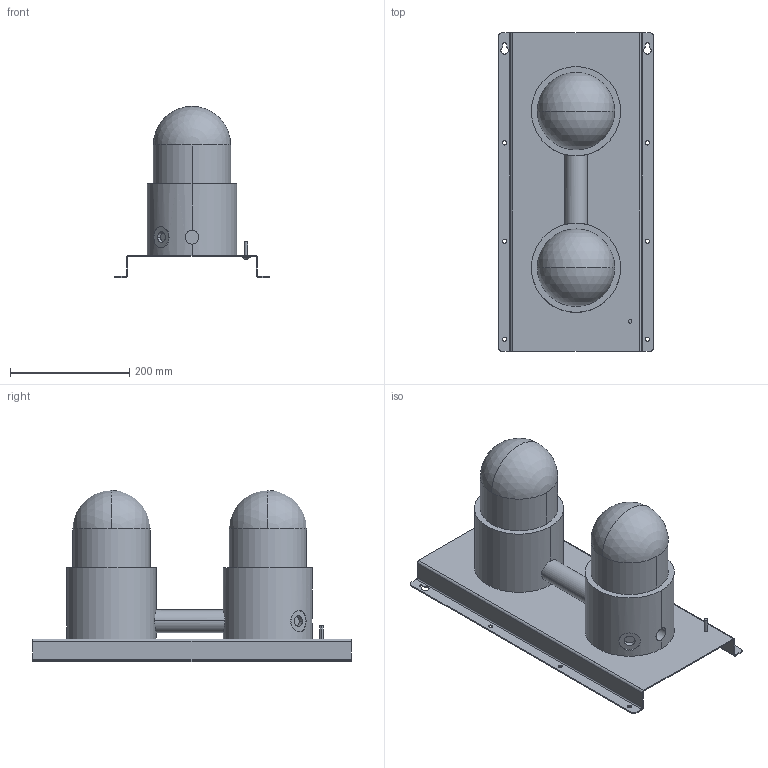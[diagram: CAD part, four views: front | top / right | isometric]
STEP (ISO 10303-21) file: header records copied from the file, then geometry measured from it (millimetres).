
FILE_DESCRIPTION (( 'STEP AP203' ), '1' );
FILE_NAME ('D226-05-120_Issue_1.STEP', '2019-08-16T09:26:16', ( '' ), ( '' ), 'SwSTEP 2.0', 'SolidWorks 2019', '' );
FILE_SCHEMA (( 'CONFIG_CONTROL_DESIGN' ));
Length unit declared in the file: millimetre
Products named in the file (1): D226-05-120_Issue_1
Bounding box: 260 x 535 x 288 mm (x, y, z)
Volume: 7584672.3 mm3; surface area: 559237.9 mm2
Topology: 1 solids, 1 shells, 98 faces, 245 edges, 149 vertices
Faces by surface type: cylinder 52, plane 40, sphere 4, torus 2
Entity records: 3382 total; most frequent: CARTESIAN_POINT 903, DIRECTION 529, ORIENTED_EDGE 478, EDGE_CURVE 239, AXIS2_PLACEMENT_3D 205, VERTEX_POINT 149, EDGE_LOOP 122, VECTOR 119
